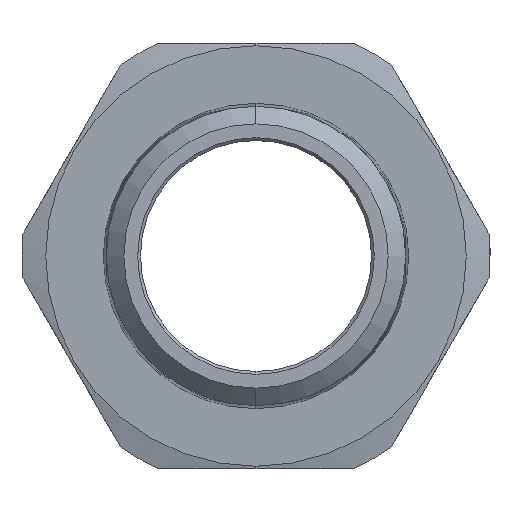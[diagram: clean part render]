
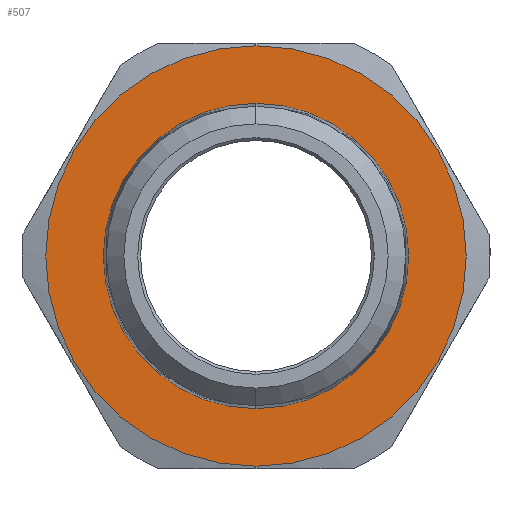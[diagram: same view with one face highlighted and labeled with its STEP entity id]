
A CAD part, left-side view. The second image highlights one B-rep face of the part: STEP entity #507.
In plain terms, the highlighted planar face has unit normal (-1, 0, 0).
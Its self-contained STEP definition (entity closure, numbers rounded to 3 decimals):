
#23 = EDGE_CURVE ( 'NONE', #2444, #2401, #936, .T. ) ;
#44 = CARTESIAN_POINT ( 'NONE',  ( -26., 0., -18.523 ) ) ;
#67 = ORIENTED_EDGE ( 'NONE', *, *, #23, .F. ) ;
#122 = CARTESIAN_POINT ( 'NONE',  ( -26., 0., 0. ) ) ;
#266 = DIRECTION ( 'NONE',  ( 1., 0., 0. ) ) ;
#452 = DIRECTION ( 'NONE',  ( 0., 0., -1. ) ) ;
#507 = ADVANCED_FACE ( 'NONE', ( #1152, #1301 ), #648, .F. ) ;
#603 = DIRECTION ( 'NONE',  ( 1., 0., 0. ) ) ;
#648 = PLANE ( 'NONE',  #2664 ) ;
#707 = EDGE_CURVE ( 'NONE', #2401, #2444, #724, .T. ) ;
#716 = AXIS2_PLACEMENT_3D ( 'NONE', #939, #2719, #3225 ) ;
#724 = CIRCLE ( 'NONE', #2060, 18.523 ) ;
#774 = ORIENTED_EDGE ( 'NONE', *, *, #2237, .F. ) ;
#936 = CIRCLE ( 'NONE', #1614, 18.523 ) ;
#939 = CARTESIAN_POINT ( 'NONE',  ( -26., 0., 0. ) ) ;
#1105 = VERTEX_POINT ( 'NONE', #2800 ) ;
#1152 = FACE_BOUND ( 'NONE', #3168, .T. ) ;
#1183 = DIRECTION ( 'NONE',  ( 1., 0., 0. ) ) ;
#1247 = DIRECTION ( 'NONE',  ( 0., 0., -1. ) ) ;
#1301 = FACE_OUTER_BOUND ( 'NONE', #2117, .T. ) ;
#1341 = DIRECTION ( 'NONE',  ( 0., 0., -1. ) ) ;
#1366 = VERTEX_POINT ( 'NONE', #1728 ) ;
#1614 = AXIS2_PLACEMENT_3D ( 'NONE', #122, #603, #1341 ) ;
#1639 = DIRECTION ( 'NONE',  ( 0., 0., 1. ) ) ;
#1713 = CIRCLE ( 'NONE', #716, 13.45 ) ;
#1728 = CARTESIAN_POINT ( 'NONE',  ( -26., 0., 13.45 ) ) ;
#1776 = ORIENTED_EDGE ( 'NONE', *, *, #707, .F. ) ;
#2060 = AXIS2_PLACEMENT_3D ( 'NONE', #2273, #266, #1247 ) ;
#2117 = EDGE_LOOP ( 'NONE', ( #67, #1776 ) ) ;
#2237 = EDGE_CURVE ( 'NONE', #1105, #1366, #1713, .T. ) ;
#2273 = CARTESIAN_POINT ( 'NONE',  ( -26., 0., 0. ) ) ;
#2362 = ORIENTED_EDGE ( 'NONE', *, *, #2938, .F. ) ;
#2386 = CARTESIAN_POINT ( 'NONE',  ( -26., 0., 0. ) ) ;
#2401 = VERTEX_POINT ( 'NONE', #2743 ) ;
#2429 = CARTESIAN_POINT ( 'NONE',  ( -26., 13.45, 0. ) ) ;
#2444 = VERTEX_POINT ( 'NONE', #44 ) ;
#2664 = AXIS2_PLACEMENT_3D ( 'NONE', #2429, #1183, #452 ) ;
#2697 = DIRECTION ( 'NONE',  ( -1., 0., 0. ) ) ;
#2719 = DIRECTION ( 'NONE',  ( -1., 0., 0. ) ) ;
#2743 = CARTESIAN_POINT ( 'NONE',  ( -26., 0., 18.523 ) ) ;
#2800 = CARTESIAN_POINT ( 'NONE',  ( -26., 0., -13.45 ) ) ;
#2853 = CIRCLE ( 'NONE', #3199, 13.45 ) ;
#2938 = EDGE_CURVE ( 'NONE', #1366, #1105, #2853, .T. ) ;
#3168 = EDGE_LOOP ( 'NONE', ( #2362, #774 ) ) ;
#3199 = AXIS2_PLACEMENT_3D ( 'NONE', #2386, #2697, #1639 ) ;
#3225 = DIRECTION ( 'NONE',  ( 0., 0., 1. ) ) ;
